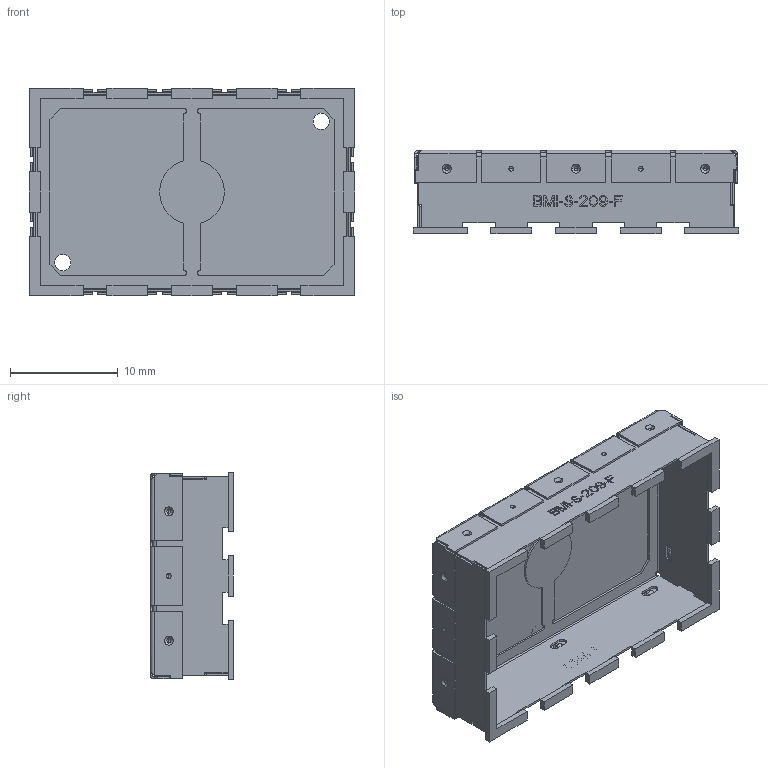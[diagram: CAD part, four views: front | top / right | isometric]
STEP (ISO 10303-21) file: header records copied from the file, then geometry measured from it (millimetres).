
FILE_DESCRIPTION (( 'STEP AP214' ), '1' );
FILE_NAME ('bmi-s-209-a.STEP', '2020-06-04T17:53:27', ( '' ), ( '' ), 'SwSTEP 2.0', 'SolidWorks 2018', '' );
FILE_SCHEMA (( 'AUTOMOTIVE_DESIGN' ));
Length unit declared in the file: millimetre
Products named in the file (4): bmi-s-209-c; bmi-s-209-f; bmi-s-209-a; bmi-s-209-footprint
Assembly tree (3 placements, depth 2):
  bmi-s-209-a
    bmi-s-209-footprint
    bmi-s-209-f
    bmi-s-209-c
Bounding box: 30.16 x 7.7 x 19.3 mm (x, y, z)
Volume: 351.1 mm3; surface area: 3515.9 mm2
Topology: 14 solids, 14 shells, 1368 faces, 3586 edges, 2324 vertices
Faces by surface type: plane 1140, cylinder 92, sphere 64, cone 40, bspline 32
Entity records: 42395 total; most frequent: CARTESIAN_POINT 8396, ORIENTED_EDGE 7172, DIRECTION 6494, EDGE_CURVE 3586, VECTOR 3234, LINE 3234, VERTEX_POINT 2324, AXIS2_PLACEMENT_3D 1630
